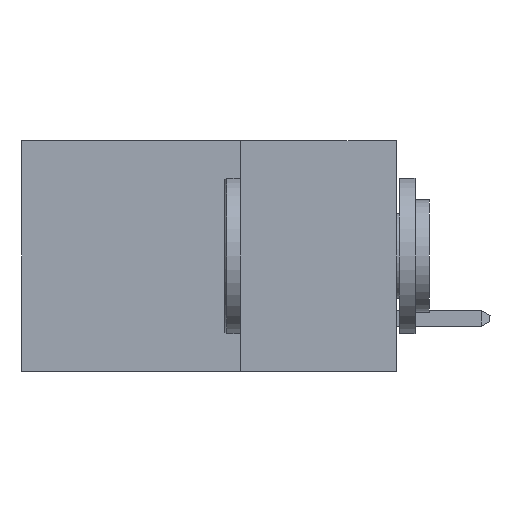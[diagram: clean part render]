
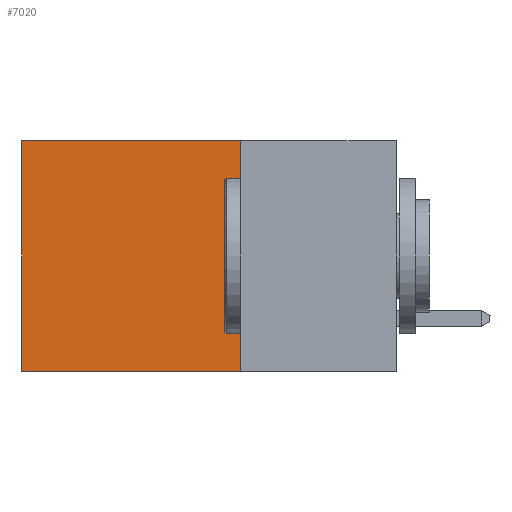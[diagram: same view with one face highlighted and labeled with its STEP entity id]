
A CAD part, left-side view. The second image highlights one B-rep face of the part: STEP entity #7020.
In plain terms, the highlighted planar face has unit normal (-1, 0, 0).
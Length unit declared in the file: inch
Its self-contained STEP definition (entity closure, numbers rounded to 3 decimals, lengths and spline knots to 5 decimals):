
#1389 = DIRECTION ( 'NONE',  ( 0., 0., -1. ) ) ;
#1918 = DIRECTION ( 'NONE',  ( 0., 1., 0. ) ) ;
#2034 = LINE ( 'NONE', #11254, #6792 ) ;
#2229 = EDGE_CURVE ( 'NONE', #8795, #3914, #16009, .T. ) ;
#2563 = ORIENTED_EDGE ( 'NONE', *, *, #17511, .T. ) ;
#2912 = CARTESIAN_POINT ( 'NONE',  ( 0.298, 0.25, -0.37 ) ) ;
#3254 = DIRECTION ( 'NONE',  ( 0., 1., 0. ) ) ;
#3914 = VERTEX_POINT ( 'NONE', #11962 ) ;
#4452 = CARTESIAN_POINT ( 'NONE',  ( 0.298, 0.25, 0. ) ) ;
#5763 = EDGE_CURVE ( 'NONE', #16100, #3914, #7338, .T. ) ;
#6792 = VECTOR ( 'NONE', #3254, 39.37008 ) ;
#7014 = VECTOR ( 'NONE', #10409, 39.37008 ) ;
#7020 = ADVANCED_FACE ( 'NONE', ( #14435 ), #11044, .F. ) ;
#7338 = LINE ( 'NONE', #12168, #10612 ) ;
#7407 = DIRECTION ( 'NONE',  ( 0., 0., -1. ) ) ;
#8795 = VERTEX_POINT ( 'NONE', #11099 ) ;
#9579 = DIRECTION ( 'NONE',  ( 1., 0., 0. ) ) ;
#10409 = DIRECTION ( 'NONE',  ( 0., 0., -1. ) ) ;
#10612 = VECTOR ( 'NONE', #1918, 39.37008 ) ;
#10649 = VERTEX_POINT ( 'NONE', #4452 ) ;
#11044 = PLANE ( 'NONE',  #13105 ) ;
#11099 = CARTESIAN_POINT ( 'NONE',  ( 0.298, 0.6, 0. ) ) ;
#11106 = CARTESIAN_POINT ( 'NONE',  ( 0.298, 0.25, 0. ) ) ;
#11254 = CARTESIAN_POINT ( 'NONE',  ( 0.298, 0.25, 0. ) ) ;
#11554 = CARTESIAN_POINT ( 'NONE',  ( 0.298, 0.6, 0. ) ) ;
#11962 = CARTESIAN_POINT ( 'NONE',  ( 0.298, 0.6, -0.37 ) ) ;
#12168 = CARTESIAN_POINT ( 'NONE',  ( 0.298, 0.25, -0.37 ) ) ;
#12991 = ORIENTED_EDGE ( 'NONE', *, *, #17093, .F. ) ;
#13105 = AXIS2_PLACEMENT_3D ( 'NONE', #11106, #9579, #1389 ) ;
#13145 = CARTESIAN_POINT ( 'NONE',  ( 0.298, 0.25, 0. ) ) ;
#13154 = ORIENTED_EDGE ( 'NONE', *, *, #5763, .F. ) ;
#14435 = FACE_OUTER_BOUND ( 'NONE', #16698, .T. ) ;
#16009 = LINE ( 'NONE', #11554, #16455 ) ;
#16100 = VERTEX_POINT ( 'NONE', #2912 ) ;
#16455 = VECTOR ( 'NONE', #7407, 39.37008 ) ;
#16697 = ORIENTED_EDGE ( 'NONE', *, *, #2229, .T. ) ;
#16698 = EDGE_LOOP ( 'NONE', ( #16697, #13154, #12991, #2563 ) ) ;
#17093 = EDGE_CURVE ( 'NONE', #10649, #16100, #17393, .T. ) ;
#17393 = LINE ( 'NONE', #13145, #7014 ) ;
#17511 = EDGE_CURVE ( 'NONE', #10649, #8795, #2034, .T. ) ;
